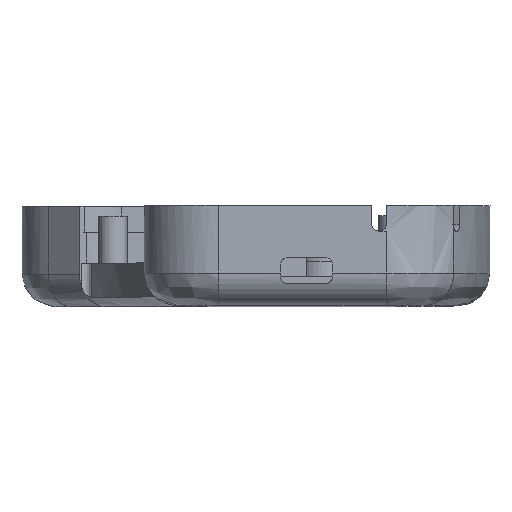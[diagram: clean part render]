
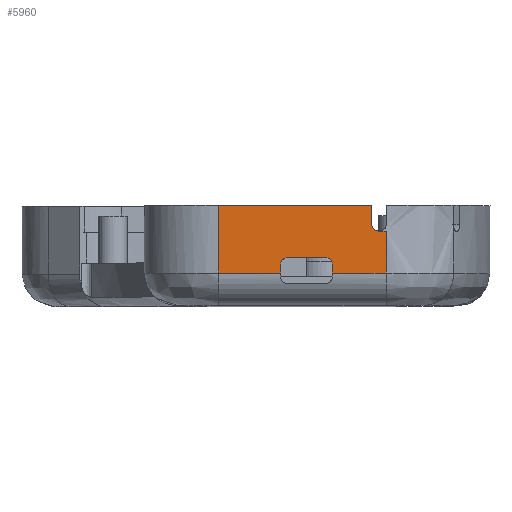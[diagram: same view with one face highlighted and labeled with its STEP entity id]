
A CAD part, top view. The second image highlights one B-rep face of the part: STEP entity #5960.
In plain terms, the highlighted planar face has unit normal (0, 0, 1).
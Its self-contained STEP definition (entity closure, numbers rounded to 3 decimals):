
#386=PLANE('',#6319);
#554=FACE_OUTER_BOUND('',#896,.T.);
#896=EDGE_LOOP('',(#4031,#4032,#4033,#4034,#4035,#4036,#4037,#4038,#4039,
#4040,#4041,#4042,#4043,#4044));
#1247=LINE('',#8277,#1727);
#1250=LINE('',#8303,#1730);
#1268=LINE('',#8666,#1748);
#1269=LINE('',#8668,#1749);
#1270=LINE('',#8670,#1750);
#1271=LINE('',#8672,#1751);
#1272=LINE('',#8674,#1752);
#1273=LINE('',#8678,#1753);
#1274=LINE('',#8682,#1754);
#1275=LINE('',#8684,#1755);
#1276=LINE('',#8685,#1756);
#1727=VECTOR('',#6812,10.);
#1730=VECTOR('',#6821,10.);
#1748=VECTOR('',#6851,10.);
#1749=VECTOR('',#6852,10.);
#1750=VECTOR('',#6853,10.);
#1751=VECTOR('',#6854,10.);
#1752=VECTOR('',#6855,10.);
#1753=VECTOR('',#6858,10.);
#1754=VECTOR('',#6861,10.);
#1755=VECTOR('',#6862,10.);
#1756=VECTOR('',#6863,10.);
#2204=CIRCLE('',#6309,1.);
#2206=CIRCLE('',#6320,1.);
#2207=CIRCLE('',#6321,1.);
#2408=VERTEX_POINT('',#8267);
#2409=VERTEX_POINT('',#8269);
#2411=VERTEX_POINT('',#8275);
#2412=VERTEX_POINT('',#8279);
#2451=VERTEX_POINT('',#8665);
#2452=VERTEX_POINT('',#8667);
#2453=VERTEX_POINT('',#8669);
#2454=VERTEX_POINT('',#8671);
#2455=VERTEX_POINT('',#8673);
#2456=VERTEX_POINT('',#8675);
#2457=VERTEX_POINT('',#8677);
#2458=VERTEX_POINT('',#8679);
#2459=VERTEX_POINT('',#8681);
#2460=VERTEX_POINT('',#8683);
#3026=EDGE_CURVE('',#2408,#2409,#2204,.T.);
#3030=EDGE_CURVE('',#2408,#2411,#1247,.T.);
#3035=EDGE_CURVE('',#2412,#2409,#1250,.T.);
#3077=EDGE_CURVE('',#2451,#2412,#1268,.T.);
#3078=EDGE_CURVE('',#2452,#2411,#1269,.T.);
#3079=EDGE_CURVE('',#2453,#2452,#1270,.T.);
#3080=EDGE_CURVE('',#2454,#2453,#1271,.T.);
#3081=EDGE_CURVE('',#2454,#2455,#1272,.T.);
#3082=EDGE_CURVE('',#2456,#2455,#2206,.T.);
#3083=EDGE_CURVE('',#2456,#2457,#1273,.T.);
#3084=EDGE_CURVE('',#2458,#2457,#2207,.T.);
#3085=EDGE_CURVE('',#2458,#2459,#1274,.T.);
#3086=EDGE_CURVE('',#2460,#2459,#1275,.T.);
#3087=EDGE_CURVE('',#2460,#2451,#1276,.T.);
#4031=ORIENTED_EDGE('',*,*,#3077,.T.);
#4032=ORIENTED_EDGE('',*,*,#3035,.T.);
#4033=ORIENTED_EDGE('',*,*,#3026,.F.);
#4034=ORIENTED_EDGE('',*,*,#3030,.T.);
#4035=ORIENTED_EDGE('',*,*,#3078,.F.);
#4036=ORIENTED_EDGE('',*,*,#3079,.F.);
#4037=ORIENTED_EDGE('',*,*,#3080,.F.);
#4038=ORIENTED_EDGE('',*,*,#3081,.T.);
#4039=ORIENTED_EDGE('',*,*,#3082,.F.);
#4040=ORIENTED_EDGE('',*,*,#3083,.T.);
#4041=ORIENTED_EDGE('',*,*,#3084,.F.);
#4042=ORIENTED_EDGE('',*,*,#3085,.T.);
#4043=ORIENTED_EDGE('',*,*,#3086,.F.);
#4044=ORIENTED_EDGE('',*,*,#3087,.T.);
#5960=ADVANCED_FACE('',(#554),#386,.T.);
#6309=AXIS2_PLACEMENT_3D('',#8270,#6805,#6806);
#6319=AXIS2_PLACEMENT_3D('',#8664,#6849,#6850);
#6320=AXIS2_PLACEMENT_3D('',#8676,#6856,#6857);
#6321=AXIS2_PLACEMENT_3D('',#8680,#6859,#6860);
#6805=DIRECTION('center_axis',(0.,0.,1.));
#6806=DIRECTION('ref_axis',(-0.707,-0.707,0.));
#6812=DIRECTION('',(0.,1.,0.));
#6821=DIRECTION('',(-1.,0.,0.));
#6849=DIRECTION('center_axis',(0.,0.,1.));
#6850=DIRECTION('ref_axis',(1.,0.,0.));
#6851=DIRECTION('',(-1.,0.,0.));
#6852=DIRECTION('',(1.,0.,0.));
#6853=DIRECTION('',(0.,1.,0.));
#6854=DIRECTION('',(-1.,0.,0.));
#6855=DIRECTION('',(0.,1.,0.));
#6856=DIRECTION('center_axis',(0.,0.,1.));
#6857=DIRECTION('ref_axis',(-0.707,0.707,0.));
#6858=DIRECTION('',(1.,0.,0.));
#6859=DIRECTION('center_axis',(0.,0.,1.));
#6860=DIRECTION('ref_axis',(0.707,0.707,0.));
#6861=DIRECTION('',(0.,-1.,0.));
#6862=DIRECTION('',(-1.,0.,0.));
#6863=DIRECTION('',(0.,1.,0.));
#8267=CARTESIAN_POINT('',(19.841,12.5,121.06));
#8269=CARTESIAN_POINT('',(20.841,11.5,121.06));
#8270=CARTESIAN_POINT('Origin',(20.841,12.5,121.06));
#8275=CARTESIAN_POINT('',(19.841,15.5,121.06));
#8277=CARTESIAN_POINT('',(19.841,8.25,121.06));
#8279=CARTESIAN_POINT('',(21.06,11.5,121.06));
#8303=CARTESIAN_POINT('',(8.512,11.5,121.06));
#8664=CARTESIAN_POINT('Origin',(-3.927,1.,121.06));
#8665=CARTESIAN_POINT('',(22.06,11.5,121.06));
#8666=CARTESIAN_POINT('',(8.512,11.5,121.06));
#8667=CARTESIAN_POINT('',(-3.927,15.5,121.06));
#8668=CARTESIAN_POINT('',(-3.927,15.5,121.06));
#8669=CARTESIAN_POINT('',(-3.927,5.,121.06));
#8670=CARTESIAN_POINT('',(-3.927,1.,121.06));
#8671=CARTESIAN_POINT('',(5.716,5.,121.06));
#8672=CARTESIAN_POINT('',(-1.531,5.,121.06));
#8673=CARTESIAN_POINT('',(5.716,6.381,121.06));
#8674=CARTESIAN_POINT('',(5.716,2.19,121.06));
#8675=CARTESIAN_POINT('',(6.716,7.381,121.06));
#8676=CARTESIAN_POINT('Origin',(6.716,6.381,121.06));
#8677=CARTESIAN_POINT('',(12.716,7.381,121.06));
#8678=CARTESIAN_POINT('',(0.894,7.381,121.06));
#8679=CARTESIAN_POINT('',(13.716,6.381,121.06));
#8680=CARTESIAN_POINT('Origin',(12.716,6.381,121.06));
#8681=CARTESIAN_POINT('',(13.716,5.,121.06));
#8682=CARTESIAN_POINT('',(13.716,4.19,121.06));
#8683=CARTESIAN_POINT('',(22.06,5.,121.06));
#8684=CARTESIAN_POINT('',(-1.531,5.,121.06));
#8685=CARTESIAN_POINT('',(22.06,1.,121.06));
